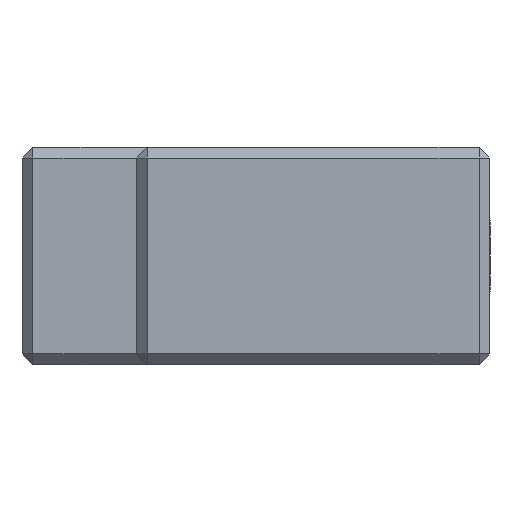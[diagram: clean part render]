
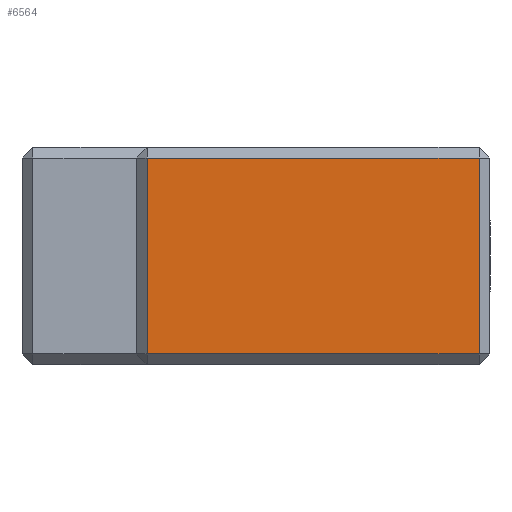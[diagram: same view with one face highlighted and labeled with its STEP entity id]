
A CAD part, left-side view. The second image highlights one B-rep face of the part: STEP entity #6564.
In plain terms, the highlighted planar face has unit normal (-1, 0, 0).
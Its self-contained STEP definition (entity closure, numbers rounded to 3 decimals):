
#21 = EDGE_CURVE ( 'NONE', #5350, #5563, #7372, .T. ) ;
#190 = ORIENTED_EDGE ( 'NONE', *, *, #3107, .F. ) ;
#674 = AXIS2_PLACEMENT_3D ( 'NONE', #751, #6190, #3450 ) ;
#751 = CARTESIAN_POINT ( 'NONE',  ( -30., 1., -9. ) ) ;
#1343 = CARTESIAN_POINT ( 'NONE',  ( -30., 31.5, 0. ) ) ;
#1710 = ORIENTED_EDGE ( 'NONE', *, *, #21, .F. ) ;
#1864 = ORIENTED_EDGE ( 'NONE', *, *, #3150, .F. ) ;
#2000 = DIRECTION ( 'NONE',  ( 0., -1., 0. ) ) ;
#2049 = DIRECTION ( 'NONE',  ( 0., 0., 1. ) ) ;
#2496 = LINE ( 'NONE', #7216, #4021 ) ;
#2591 = EDGE_CURVE ( 'NONE', #5329, #5350, #2496, .T. ) ;
#2658 = CARTESIAN_POINT ( 'NONE',  ( -30., 1., 9. ) ) ;
#3107 = EDGE_CURVE ( 'NONE', #5563, #4793, #7842, .T. ) ;
#3150 = EDGE_CURVE ( 'NONE', #4793, #5329, #6586, .T. ) ;
#3232 = DIRECTION ( 'NONE',  ( 0., 1., 0. ) ) ;
#3379 = VECTOR ( 'NONE', #2000, 1000. ) ;
#3450 = DIRECTION ( 'NONE',  ( 0., 1., 0. ) ) ;
#3461 = ORIENTED_EDGE ( 'NONE', *, *, #2591, .F. ) ;
#4021 = VECTOR ( 'NONE', #3232, 1000. ) ;
#4234 = CARTESIAN_POINT ( 'NONE',  ( -30., 31.5, -9. ) ) ;
#4793 = VERTEX_POINT ( 'NONE', #2658 ) ;
#5329 = VERTEX_POINT ( 'NONE', #8137 ) ;
#5350 = VERTEX_POINT ( 'NONE', #4234 ) ;
#5390 = CARTESIAN_POINT ( 'NONE',  ( -30., 16.25, 9. ) ) ;
#5425 = PLANE ( 'NONE',  #674 ) ;
#5563 = VERTEX_POINT ( 'NONE', #6620 ) ;
#6105 = VECTOR ( 'NONE', #2049, 1000. ) ;
#6190 = DIRECTION ( 'NONE',  ( 1., 0., 0. ) ) ;
#6564 = ADVANCED_FACE ( 'NONE', ( #8086 ), #5425, .F. ) ;
#6586 = LINE ( 'NONE', #6776, #7380 ) ;
#6620 = CARTESIAN_POINT ( 'NONE',  ( -30., 31.5, 9. ) ) ;
#6776 = CARTESIAN_POINT ( 'NONE',  ( -30., 1., 0. ) ) ;
#7216 = CARTESIAN_POINT ( 'NONE',  ( -30., 16.25, -9. ) ) ;
#7372 = LINE ( 'NONE', #1343, #6105 ) ;
#7380 = VECTOR ( 'NONE', #8543, 1000. ) ;
#7507 = EDGE_LOOP ( 'NONE', ( #1864, #190, #1710, #3461 ) ) ;
#7842 = LINE ( 'NONE', #5390, #3379 ) ;
#8086 = FACE_OUTER_BOUND ( 'NONE', #7507, .T. ) ;
#8137 = CARTESIAN_POINT ( 'NONE',  ( -30., 1., -9. ) ) ;
#8543 = DIRECTION ( 'NONE',  ( 0., 0., -1. ) ) ;
